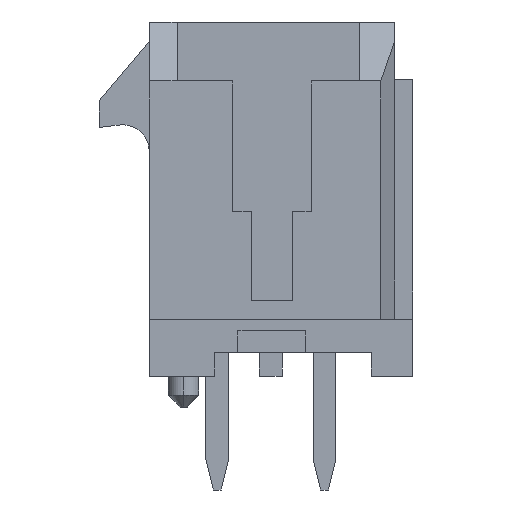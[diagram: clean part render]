
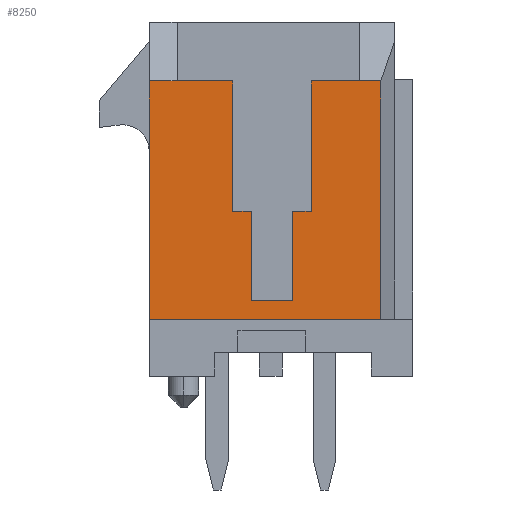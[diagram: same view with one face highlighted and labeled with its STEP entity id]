
A CAD part, left-side view. The second image highlights one B-rep face of the part: STEP entity #8250.
In plain terms, the highlighted planar face has unit normal (-1, 0, 0).
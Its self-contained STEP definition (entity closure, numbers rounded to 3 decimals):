
#1=DIRECTION('',(0.,0.,-1.));
#2=VECTOR('',#1,3.65);
#3=CARTESIAN_POINT('',(-13.825,-1.1,3.305));
#4=LINE('',#3,#2);
#5=DIRECTION('',(0.,1.,0.));
#6=VECTOR('',#5,1.35);
#7=CARTESIAN_POINT('',(-13.825,-2.45,3.305));
#8=LINE('',#7,#6);
#9=DIRECTION('',(0.,-1.,0.));
#10=VECTOR('',#9,0.6);
#11=CARTESIAN_POINT('',(-13.825,-2.45,3.305));
#12=LINE('',#11,#10);
#13=DIRECTION('',(0.,0.,-1.));
#14=VECTOR('',#13,6.66);
#15=CARTESIAN_POINT('',(-13.825,-3.05,3.305));
#16=LINE('',#15,#14);
#17=DIRECTION('',(0.,1.,0.));
#18=VECTOR('',#17,6.48);
#19=CARTESIAN_POINT('',(-13.825,-3.05,-3.355));
#20=LINE('',#19,#18);
#21=DIRECTION('',(0.,0.,1.));
#22=VECTOR('',#21,6.66);
#23=CARTESIAN_POINT('',(-13.825,3.43,-3.355));
#24=LINE('',#23,#22);
#25=DIRECTION('',(0.,-1.,0.));
#26=VECTOR('',#25,0.78);
#27=CARTESIAN_POINT('',(-13.825,3.43,3.305));
#28=LINE('',#27,#26);
#29=DIRECTION('',(0.,1.,0.));
#30=VECTOR('',#29,1.55);
#31=CARTESIAN_POINT('',(-13.825,1.1,3.305));
#32=LINE('',#31,#30);
#33=DIRECTION('',(0.,0.,-1.));
#34=VECTOR('',#33,3.65);
#35=CARTESIAN_POINT('',(-13.825,1.1,3.305));
#36=LINE('',#35,#34);
#37=DIRECTION('',(0.,1.,0.));
#38=VECTOR('',#37,0.525);
#39=CARTESIAN_POINT('',(-13.825,0.575,-0.345));
#40=LINE('',#39,#38);
#41=DIRECTION('',(0.,0.,1.));
#42=VECTOR('',#41,2.5);
#43=CARTESIAN_POINT('',(-13.825,0.575,-2.845));
#44=LINE('',#43,#42);
#45=DIRECTION('',(0.,1.,0.));
#46=VECTOR('',#45,1.15);
#47=CARTESIAN_POINT('',(-13.825,-0.575,-2.845));
#48=LINE('',#47,#46);
#49=DIRECTION('',(0.,0.,-1.));
#50=VECTOR('',#49,2.5);
#51=CARTESIAN_POINT('',(-13.825,-0.575,-0.345));
#52=LINE('',#51,#50);
#53=DIRECTION('',(0.,1.,0.));
#54=VECTOR('',#53,0.525);
#55=CARTESIAN_POINT('',(-13.825,-1.1,-0.345));
#56=LINE('',#55,#54);
#6172=CARTESIAN_POINT('',(-13.825,3.43,3.305));
#6174=VERTEX_POINT('',#6172);
#6227=CARTESIAN_POINT('',(-13.825,2.65,3.305));
#6228=VERTEX_POINT('',#6227);
#6229=CARTESIAN_POINT('',(-13.825,-2.45,3.305));
#6230=VERTEX_POINT('',#6229);
#7385=CARTESIAN_POINT('',(-13.825,3.43,-3.355));
#7386=VERTEX_POINT('',#7385);
#7449=CARTESIAN_POINT('',(-13.825,-3.05,3.305));
#7450=VERTEX_POINT('',#7449);
#7451=CARTESIAN_POINT('',(-13.825,-3.05,-3.355));
#7452=VERTEX_POINT('',#7451);
#7585=CARTESIAN_POINT('',(-13.825,-1.1,-0.345));
#7586=VERTEX_POINT('',#7585);
#7587=CARTESIAN_POINT('',(-13.825,-0.575,-0.345));
#7588=VERTEX_POINT('',#7587);
#7589=CARTESIAN_POINT('',(-13.825,-0.575,-2.845));
#7590=VERTEX_POINT('',#7589);
#7591=CARTESIAN_POINT('',(-13.825,0.575,-2.845));
#7592=VERTEX_POINT('',#7591);
#7593=CARTESIAN_POINT('',(-13.825,0.575,-0.345));
#7594=VERTEX_POINT('',#7593);
#7595=CARTESIAN_POINT('',(-13.825,1.1,-0.345));
#7596=VERTEX_POINT('',#7595);
#7597=CARTESIAN_POINT('',(-13.825,-1.1,3.305));
#7598=VERTEX_POINT('',#7597);
#7599=CARTESIAN_POINT('',(-13.825,1.1,3.305));
#7600=VERTEX_POINT('',#7599);
#8215=CARTESIAN_POINT('',(-13.825,0.,0.));
#8216=DIRECTION('',(1.,0.,0.));
#8217=DIRECTION('',(0.,0.,-1.));
#8218=AXIS2_PLACEMENT_3D('',#8215,#8216,#8217);
#8219=PLANE('',#8218);
#8221=ORIENTED_EDGE('',*,*,#8220,.F.);
#8223=ORIENTED_EDGE('',*,*,#8222,.F.);
#8225=ORIENTED_EDGE('',*,*,#8224,.T.);
#8227=ORIENTED_EDGE('',*,*,#8226,.T.);
#8229=ORIENTED_EDGE('',*,*,#8228,.T.);
#8231=ORIENTED_EDGE('',*,*,#8230,.T.);
#8233=ORIENTED_EDGE('',*,*,#8232,.T.);
#8235=ORIENTED_EDGE('',*,*,#8234,.F.);
#8237=ORIENTED_EDGE('',*,*,#8236,.T.);
#8239=ORIENTED_EDGE('',*,*,#8238,.F.);
#8241=ORIENTED_EDGE('',*,*,#8240,.F.);
#8243=ORIENTED_EDGE('',*,*,#8242,.F.);
#8245=ORIENTED_EDGE('',*,*,#8244,.F.);
#8247=ORIENTED_EDGE('',*,*,#8246,.F.);
#8248=EDGE_LOOP('',(#8221,#8223,#8225,#8227,#8229,#8231,#8233,#8235,#8237,#8239,
#8241,#8243,#8245,#8247));
#8249=FACE_OUTER_BOUND('',#8248,.F.);
#8250=ADVANCED_FACE('',(#8249),#8219,.F.);
#8220=EDGE_CURVE('',#7598,#7586,#4,.T.);
#8222=EDGE_CURVE('',#6230,#7598,#8,.T.);
#8224=EDGE_CURVE('',#6230,#7450,#12,.T.);
#8226=EDGE_CURVE('',#7450,#7452,#16,.T.);
#8228=EDGE_CURVE('',#7452,#7386,#20,.T.);
#8230=EDGE_CURVE('',#7386,#6174,#24,.T.);
#8232=EDGE_CURVE('',#6174,#6228,#28,.T.);
#8234=EDGE_CURVE('',#7600,#6228,#32,.T.);
#8236=EDGE_CURVE('',#7600,#7596,#36,.T.);
#8238=EDGE_CURVE('',#7594,#7596,#40,.T.);
#8240=EDGE_CURVE('',#7592,#7594,#44,.T.);
#8242=EDGE_CURVE('',#7590,#7592,#48,.T.);
#8244=EDGE_CURVE('',#7588,#7590,#52,.T.);
#8246=EDGE_CURVE('',#7586,#7588,#56,.T.);
